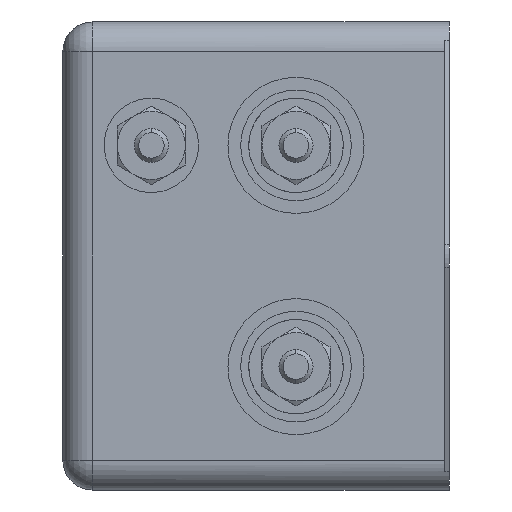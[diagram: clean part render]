
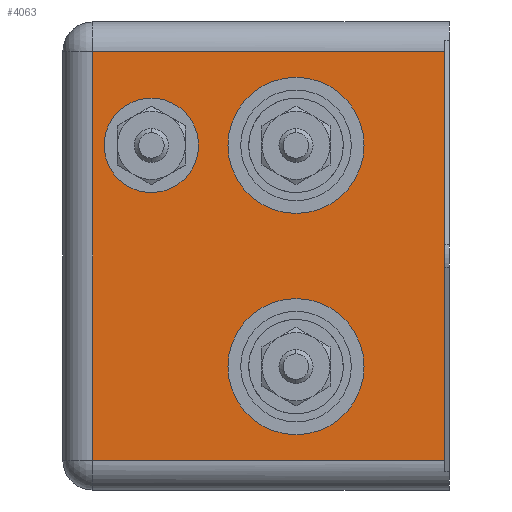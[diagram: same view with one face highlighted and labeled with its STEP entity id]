
A CAD part, left-side view. The second image highlights one B-rep face of the part: STEP entity #4063.
In plain terms, the highlighted planar face has unit normal (-1, 0, 0).
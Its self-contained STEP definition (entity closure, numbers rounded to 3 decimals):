
#29 = CARTESIAN_POINT ( 'NONE',  ( -47., 18., 13. ) ) ;
#30 = DIRECTION ( 'NONE',  ( -1., 0., 0. ) ) ;
#31 = DIRECTION ( 'NONE',  ( 0., 0., -1. ) ) ;
#62 = CARTESIAN_POINT ( 'NONE',  ( -47., 18., -13. ) ) ;
#63 = DIRECTION ( 'NONE',  ( 1., 0., 0. ) ) ;
#64 = DIRECTION ( 'NONE',  ( 0., 0., -1. ) ) ;
#130 = LINE ( 'NONE', #131, #2722 ) ;
#131 = CARTESIAN_POINT ( 'NONE',  ( -47., 0.5, 27.5 ) ) ;
#132 = CARTESIAN_POINT ( 'NONE',  ( -47., 18., 13. ) ) ;
#133 = DIRECTION ( 'NONE',  ( -1., 0., 0. ) ) ;
#134 = DIRECTION ( 'NONE',  ( 0., 0., -1. ) ) ;
#135 = LINE ( 'NONE', #143, #2716 ) ;
#136 = CARTESIAN_POINT ( 'NONE',  ( -47., 18., -13. ) ) ;
#137 = DIRECTION ( 'NONE',  ( 1., 0., 0. ) ) ;
#138 = DIRECTION ( 'NONE',  ( 0., 0., -1. ) ) ;
#139 = DIRECTION ( 'NONE',  ( 0., 0., -1. ) ) ;
#140 = LINE ( 'NONE', #141, #2724 ) ;
#141 = CARTESIAN_POINT ( 'NONE',  ( -47., 45.4, 24. ) ) ;
#142 = DIRECTION ( 'NONE',  ( 0., 1., 0. ) ) ;
#143 = CARTESIAN_POINT ( 'NONE',  ( -47., 41.9, 27.5 ) ) ;
#144 = DIRECTION ( 'NONE',  ( 0., 0., -1. ) ) ;
#145 = LINE ( 'NONE', #146, #2725 ) ;
#146 = CARTESIAN_POINT ( 'NONE',  ( -47., 45.4, -24. ) ) ;
#147 = DIRECTION ( 'NONE',  ( 0., -1., 0. ) ) ;
#148 = CARTESIAN_POINT ( 'NONE',  ( -47., 35., 13. ) ) ;
#149 = DIRECTION ( 'NONE',  ( -1., 0., 0. ) ) ;
#150 = DIRECTION ( 'NONE',  ( 0., 0., -1. ) ) ;
#1480 = ORIENTED_EDGE ( 'NONE', *, *, #4129, .F. ) ;
#1481 = ORIENTED_EDGE ( 'NONE', *, *, #4094, .F. ) ;
#1482 = ORIENTED_EDGE ( 'NONE', *, *, #4105, .T. ) ;
#1483 = ORIENTED_EDGE ( 'NONE', *, *, #4130, .T. ) ;
#1484 = ORIENTED_EDGE ( 'NONE', *, *, #4131, .F. ) ;
#1485 = ORIENTED_EDGE ( 'NONE', *, *, #4132, .T. ) ;
#1486 = ORIENTED_EDGE ( 'NONE', *, *, #4133, .T. ) ;
#1487 = ORIENTED_EDGE ( 'NONE', *, *, #4134, .T. ) ;
#1488 = ORIENTED_EDGE ( 'NONE', *, *, #4135, .F. ) ;
#1489 = ORIENTED_EDGE ( 'NONE', *, *, #4083, .F. ) ;
#1874 = CARTESIAN_POINT ( 'NONE',  ( -47., 35., 15. ) ) ;
#1876 = CARTESIAN_POINT ( 'NONE',  ( -47., 35., 11. ) ) ;
#1885 = CARTESIAN_POINT ( 'NONE',  ( -47., 18., 21. ) ) ;
#1886 = CARTESIAN_POINT ( 'NONE',  ( -47., 18., 5. ) ) ;
#1894 = CARTESIAN_POINT ( 'NONE',  ( -47., 18., -21. ) ) ;
#1895 = CARTESIAN_POINT ( 'NONE',  ( -47., 18., -5. ) ) ;
#1914 = CARTESIAN_POINT ( 'NONE',  ( -47., 0.5, 24. ) ) ;
#1917 = CARTESIAN_POINT ( 'NONE',  ( -47., 0.5, -24. ) ) ;
#1919 = CARTESIAN_POINT ( 'NONE',  ( -47., 41.9, 24. ) ) ;
#1920 = CARTESIAN_POINT ( 'NONE',  ( -47., 41.9, -24. ) ) ;
#2182 = DIRECTION ( 'NONE',  ( 1., 0., 0. ) ) ;
#2186 = FACE_BOUND ( 'NONE', #3758, .T. ) ;
#2187 = CARTESIAN_POINT ( 'NONE',  ( -47., 45.4, 27.5 ) ) ;
#2188 = FACE_BOUND ( 'NONE', #3753, .T. ) ;
#2190 = FACE_OUTER_BOUND ( 'NONE', #3756, .T. ) ;
#2191 = FACE_BOUND ( 'NONE', #3748, .T. ) ;
#2192 = PLANE ( 'NONE',  #2633 ) ;
#2193 = DIRECTION ( 'NONE',  ( 0., 0., -1. ) ) ;
#2282 = CARTESIAN_POINT ( 'NONE',  ( -47., 35., 13. ) ) ;
#2283 = DIRECTION ( 'NONE',  ( -1., 0., 0. ) ) ;
#2284 = DIRECTION ( 'NONE',  ( 0., 0., -1. ) ) ;
#2633 = AXIS2_PLACEMENT_3D ( 'NONE', #2187, #2182, #2193 ) ;
#2652 = CIRCLE ( 'NONE', #2654, 2. ) ;
#2654 = AXIS2_PLACEMENT_3D ( 'NONE', #2282, #2283, #2284 ) ;
#2662 = CIRCLE ( 'NONE', #2670, 8. ) ;
#2670 = AXIS2_PLACEMENT_3D ( 'NONE', #29, #30, #31 ) ;
#2684 = CIRCLE ( 'NONE', #2686, 8. ) ;
#2686 = AXIS2_PLACEMENT_3D ( 'NONE', #62, #63, #64 ) ;
#2716 = VECTOR ( 'NONE', #144, 1000. ) ;
#2719 = CIRCLE ( 'NONE', #2721, 8. ) ;
#2720 = CIRCLE ( 'NONE', #2723, 8. ) ;
#2721 = AXIS2_PLACEMENT_3D ( 'NONE', #132, #133, #134 ) ;
#2722 = VECTOR ( 'NONE', #139, 1000. ) ;
#2723 = AXIS2_PLACEMENT_3D ( 'NONE', #136, #137, #138 ) ;
#2724 = VECTOR ( 'NONE', #142, 1000. ) ;
#2725 = VECTOR ( 'NONE', #147, 1000. ) ;
#2726 = CIRCLE ( 'NONE', #2728, 2. ) ;
#2728 = AXIS2_PLACEMENT_3D ( 'NONE', #148, #149, #150 ) ;
#3625 = VERTEX_POINT ( 'NONE', #1874 ) ;
#3627 = VERTEX_POINT ( 'NONE', #1876 ) ;
#3636 = VERTEX_POINT ( 'NONE', #1885 ) ;
#3637 = VERTEX_POINT ( 'NONE', #1886 ) ;
#3645 = VERTEX_POINT ( 'NONE', #1894 ) ;
#3646 = VERTEX_POINT ( 'NONE', #1895 ) ;
#3665 = VERTEX_POINT ( 'NONE', #1914 ) ;
#3668 = VERTEX_POINT ( 'NONE', #1917 ) ;
#3670 = VERTEX_POINT ( 'NONE', #1919 ) ;
#3671 = VERTEX_POINT ( 'NONE', #1920 ) ;
#3748 = EDGE_LOOP ( 'NONE', ( #1488, #1489 ) ) ;
#3753 = EDGE_LOOP ( 'NONE', ( #1482, #1483 ) ) ;
#3756 = EDGE_LOOP ( 'NONE', ( #1484, #1485, #1486, #1487 ) ) ;
#3758 = EDGE_LOOP ( 'NONE', ( #1480, #1481 ) ) ;
#4063 = ADVANCED_FACE ( 'NONE', ( #2186, #2188, #2190, #2191 ), #2192, .F. ) ;
#4083 = EDGE_CURVE ( 'NONE', #3625, #3627, #2652, .T. ) ;
#4094 = EDGE_CURVE ( 'NONE', #3636, #3637, #2662, .T. ) ;
#4105 = EDGE_CURVE ( 'NONE', #3645, #3646, #2684, .T. ) ;
#4129 = EDGE_CURVE ( 'NONE', #3637, #3636, #2719, .T. ) ;
#4130 = EDGE_CURVE ( 'NONE', #3646, #3645, #2720, .T. ) ;
#4131 = EDGE_CURVE ( 'NONE', #3665, #3668, #130, .T. ) ;
#4132 = EDGE_CURVE ( 'NONE', #3665, #3670, #140, .T. ) ;
#4133 = EDGE_CURVE ( 'NONE', #3670, #3671, #135, .T. ) ;
#4134 = EDGE_CURVE ( 'NONE', #3671, #3668, #145, .T. ) ;
#4135 = EDGE_CURVE ( 'NONE', #3627, #3625, #2726, .T. ) ;
